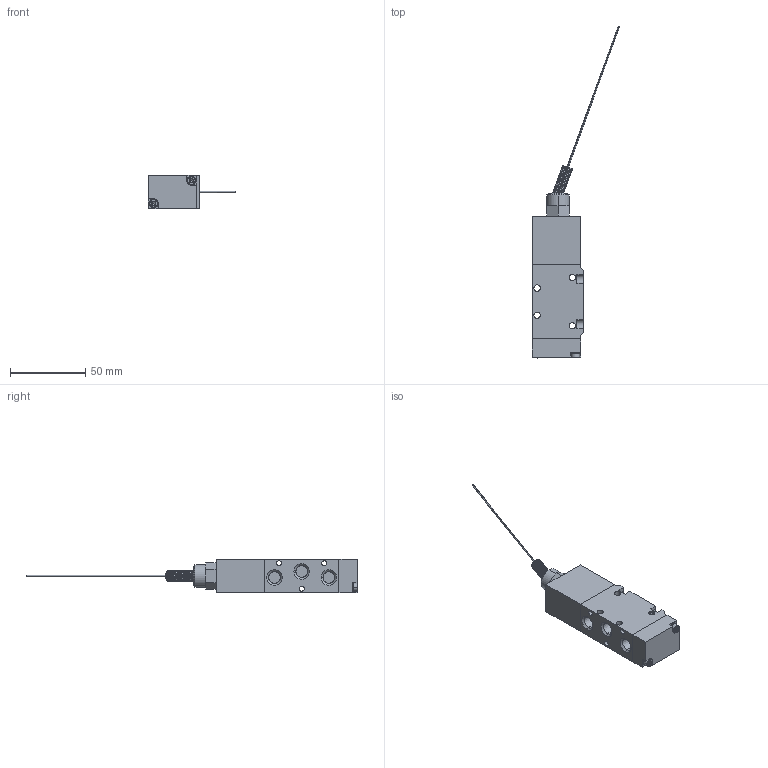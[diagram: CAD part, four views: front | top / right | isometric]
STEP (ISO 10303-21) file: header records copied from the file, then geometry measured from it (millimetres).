
FILE_DESCRIPTION (( 'STEP AP203' ), '1' );
FILE_NAME ('7001000710U.step', '2024-02-07T21:26:30', ( '' ), ( '' ), 'SwSTEP 2.0', 'SolidWorks 2023', '' );
FILE_SCHEMA (( 'CONFIG_CONTROL_DESIGN' ));
Length unit declared in the file: inch
Products named in the file (1): 7001000710U
Bounding box: 57.83 x 220.15 x 22 mm (x, y, z)
Volume: 66671 mm3; surface area: 20201.2 mm2
Topology: 8 solids, 8 shells, 394 faces, 861 edges, 481 vertices
Faces by surface type: bspline 141, cylinder 125, plane 90, cone 38
Entity records: 12689 total; most frequent: CARTESIAN_POINT 4324, DIRECTION 1814, ORIENTED_EDGE 1710, EDGE_CURVE 855, AXIS2_PLACEMENT_3D 747, CIRCLE 493, VERTEX_POINT 481, EDGE_LOOP 422
